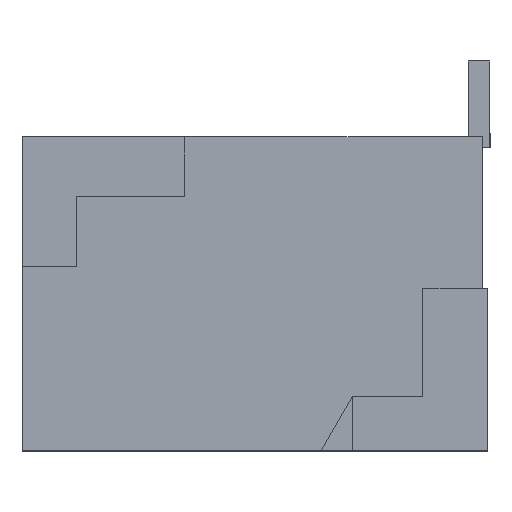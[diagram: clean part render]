
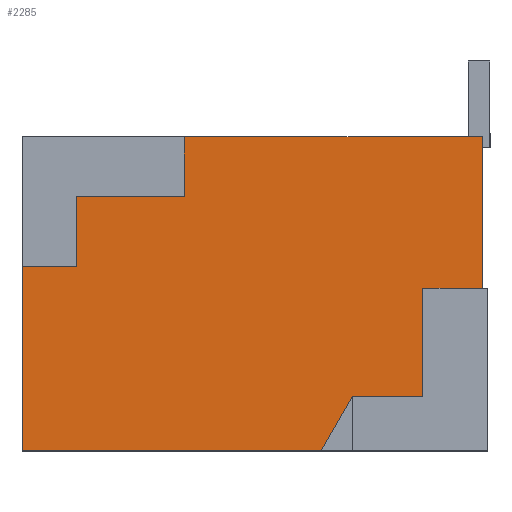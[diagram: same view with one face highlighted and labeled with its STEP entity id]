
A CAD part, left-side view. The second image highlights one B-rep face of the part: STEP entity #2285.
In plain terms, the highlighted planar face has unit normal (-1, 0, 0).
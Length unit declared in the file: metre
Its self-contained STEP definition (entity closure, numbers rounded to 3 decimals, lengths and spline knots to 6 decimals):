
#527=ORIENTED_EDGE('',*,*,#945,.T.);
#528=ORIENTED_EDGE('',*,*,#953,.T.);
#529=ORIENTED_EDGE('',*,*,#934,.T.);
#530=ORIENTED_EDGE('',*,*,#830,.T.);
#531=ORIENTED_EDGE('',*,*,#827,.T.);
#532=ORIENTED_EDGE('',*,*,#823,.T.);
#533=ORIENTED_EDGE('',*,*,#866,.T.);
#534=ORIENTED_EDGE('',*,*,#954,.F.);
#535=ORIENTED_EDGE('',*,*,#955,.F.);
#536=ORIENTED_EDGE('',*,*,#956,.T.);
#537=ORIENTED_EDGE('',*,*,#949,.T.);
#538=ORIENTED_EDGE('',*,*,#952,.T.);
#823=EDGE_CURVE('',#1101,#1102,#1345,.T.);
#827=EDGE_CURVE('',#1105,#1101,#1349,.T.);
#830=EDGE_CURVE('',#1107,#1105,#1352,.T.);
#866=EDGE_CURVE('',#1102,#1129,#1388,.T.);
#934=EDGE_CURVE('',#1170,#1107,#1456,.T.);
#945=EDGE_CURVE('',#1175,#1174,#1467,.T.);
#949=EDGE_CURVE('',#1179,#1178,#1471,.T.);
#952=EDGE_CURVE('',#1178,#1175,#1474,.T.);
#953=EDGE_CURVE('',#1174,#1170,#1475,.T.);
#954=EDGE_CURVE('',#1180,#1129,#1476,.T.);
#955=EDGE_CURVE('',#1181,#1180,#1477,.T.);
#956=EDGE_CURVE('',#1181,#1179,#1478,.T.);
#1101=VERTEX_POINT('',#3518);
#1102=VERTEX_POINT('',#3519);
#1105=VERTEX_POINT('',#3527);
#1107=VERTEX_POINT('',#3533);
#1129=VERTEX_POINT('',#3604);
#1170=VERTEX_POINT('',#3738);
#1174=VERTEX_POINT('',#3755);
#1175=VERTEX_POINT('',#3757);
#1178=VERTEX_POINT('',#3764);
#1179=VERTEX_POINT('',#3766);
#1180=VERTEX_POINT('',#3774);
#1181=VERTEX_POINT('',#3776);
#1345=LINE('',#3517,#1659);
#1349=LINE('',#3526,#1663);
#1352=LINE('',#3532,#1666);
#1388=LINE('',#3603,#1702);
#1456=LINE('',#3737,#1770);
#1467=LINE('',#3756,#1781);
#1471=LINE('',#3765,#1785);
#1474=LINE('',#3770,#1788);
#1475=LINE('',#3772,#1789);
#1476=LINE('',#3773,#1790);
#1477=LINE('',#3775,#1791);
#1478=LINE('',#3777,#1792);
#1659=VECTOR('',#2916,1.);
#1663=VECTOR('',#2922,1.);
#1666=VECTOR('',#2927,1.);
#1702=VECTOR('',#2989,1.);
#1770=VECTOR('',#3107,1.);
#1781=VECTOR('',#3124,1.);
#1785=VECTOR('',#3130,1.);
#1788=VECTOR('',#3135,1.);
#1789=VECTOR('',#3138,1.);
#1790=VECTOR('',#3139,1.);
#1791=VECTOR('',#3140,1.);
#1792=VECTOR('',#3141,1.);
#1932=EDGE_LOOP('',(#527,#528,#529,#530,#531,#532,#533,#534,#535,#536,#537,
#538));
#2054=FACE_BOUND('',#1932,.T.);
#2170=PLANE('',#2648);
#2285=ADVANCED_FACE('',(#2054),#2170,.F.);
#2648=AXIS2_PLACEMENT_3D('',#3771,#3136,#3137);
#2916=DIRECTION('',(0.,0.,-1.));
#2922=DIRECTION('',(0.,1.,0.));
#2927=DIRECTION('',(0.,0.,-1.));
#2989=DIRECTION('',(0.,1.,0.));
#3107=DIRECTION('',(0.,1.,0.));
#3124=DIRECTION('',(0.,-1.,0.));
#3130=DIRECTION('',(0.,-1.,0.));
#3135=DIRECTION('',(0.,0.,1.));
#3136=DIRECTION('',(1.,0.,0.));
#3137=DIRECTION('',(0.,-1.,0.));
#3138=DIRECTION('',(0.,0.,1.));
#3139=DIRECTION('',(0.,0.,1.));
#3140=DIRECTION('',(0.,1.,0.));
#3141=DIRECTION('',(0.,-0.5,0.866));
#3517=CARTESIAN_POINT('',(-0.004,0.00375,-0.0007));
#3518=CARTESIAN_POINT('',(-0.004,0.00375,0.00165));
#3519=CARTESIAN_POINT('',(-0.004,0.00375,0.001));
#3526=CARTESIAN_POINT('',(-0.004,0.,0.00165));
#3527=CARTESIAN_POINT('',(-0.004,0.00275,0.00165));
#3532=CARTESIAN_POINT('',(-0.004,0.00275,-0.0007));
#3533=CARTESIAN_POINT('',(-0.004,0.00275,0.0022));
#3603=CARTESIAN_POINT('',(-0.004,0.,0.001));
#3604=CARTESIAN_POINT('',(-0.004,0.00425,0.001));
#3737=CARTESIAN_POINT('',(-0.004,0.,0.0022));
#3738=CARTESIAN_POINT('',(-0.004,0.,0.0022));
#3755=CARTESIAN_POINT('',(-0.004,0.,0.0008));
#3756=CARTESIAN_POINT('',(-0.004,0.,0.0008));
#3757=CARTESIAN_POINT('',(-0.004,0.00055,0.0008));
#3764=CARTESIAN_POINT('',(-0.004,0.00055,-0.0002));
#3765=CARTESIAN_POINT('',(-0.004,0.00055,-0.0002));
#3766=CARTESIAN_POINT('',(-0.004,0.0012,-0.0002));
#3770=CARTESIAN_POINT('',(-0.004,0.00055,-0.0002));
#3771=CARTESIAN_POINT('',(-0.004,0.,-0.0007));
#3772=CARTESIAN_POINT('',(-0.004,0.,-0.0007));
#3773=CARTESIAN_POINT('',(-0.004,0.00425,-0.0007));
#3774=CARTESIAN_POINT('',(-0.004,0.00425,-0.0007));
#3775=CARTESIAN_POINT('',(-0.004,0.,-0.0007));
#3776=CARTESIAN_POINT('',(-0.004,0.001489,-0.0007));
#3777=CARTESIAN_POINT('',(-0.004,0.001117,-0.000055));
